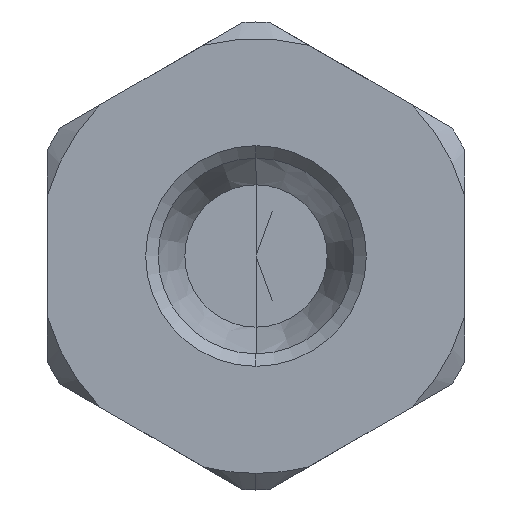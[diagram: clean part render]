
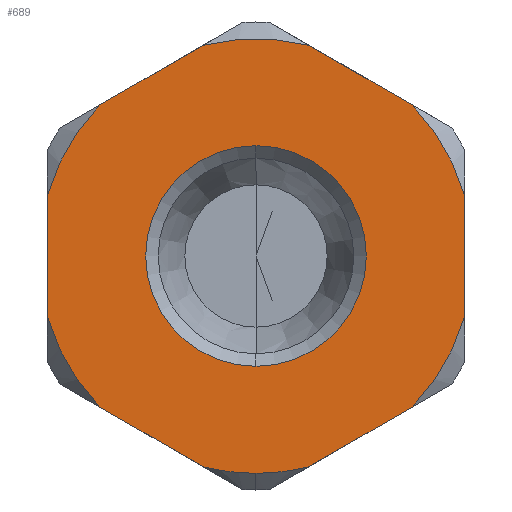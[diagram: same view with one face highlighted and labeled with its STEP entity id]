
A CAD part, left-side view. The second image highlights one B-rep face of the part: STEP entity #689.
In plain terms, the highlighted planar face has unit normal (-1, 0, 0).
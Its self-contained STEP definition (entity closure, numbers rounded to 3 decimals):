
#1 = VERTEX_POINT ( 'NONE', #1134 ) ;
#9 = DIRECTION ( 'NONE',  ( 0., 0., -1. ) ) ;
#36 = CIRCLE ( 'NONE', #1191, 13. ) ;
#37 = VERTEX_POINT ( 'NONE', #1269 ) ;
#38 = AXIS2_PLACEMENT_3D ( 'NONE', #1203, #1767, #1784 ) ;
#39 = DIRECTION ( 'NONE',  ( 0., 0., -1. ) ) ;
#49 = EDGE_CURVE ( 'NONE', #1662, #1481, #1214, .T. ) ;
#63 = EDGE_CURVE ( 'NONE', #1080, #236, #792, .T. ) ;
#80 = ORIENTED_EDGE ( 'NONE', *, *, #861, .T. ) ;
#93 = LINE ( 'NONE', #827, #884 ) ;
#104 = CARTESIAN_POINT ( 'NONE',  ( 7.398, 0., 0. ) ) ;
#117 = CARTESIAN_POINT ( 'NONE',  ( 7.398, 3.5, 16.455 ) ) ;
#128 = EDGE_CURVE ( 'NONE', #1, #177, #1337, .T. ) ;
#133 = DIRECTION ( 'NONE',  ( 1., 0., 0. ) ) ;
#173 = CIRCLE ( 'NONE', #300, 13. ) ;
#177 = VERTEX_POINT ( 'NONE', #1027 ) ;
#181 = CARTESIAN_POINT ( 'NONE',  ( 7.398, 0., -6.599 ) ) ;
#188 = CARTESIAN_POINT ( 'NONE',  ( 7.398, 13., 0. ) ) ;
#193 = PLANE ( 'NONE',  #327 ) ;
#236 = VERTEX_POINT ( 'NONE', #604 ) ;
#251 = ORIENTED_EDGE ( 'NONE', *, *, #1648, .F. ) ;
#252 = ORIENTED_EDGE ( 'NONE', *, *, #613, .F. ) ;
#262 = CARTESIAN_POINT ( 'NONE',  ( 7.398, -9.344, -9.039 ) ) ;
#287 = DIRECTION ( 'NONE',  ( 1., 0., 0. ) ) ;
#288 = CARTESIAN_POINT ( 'NONE',  ( 7.398, 0., 0. ) ) ;
#298 = EDGE_CURVE ( 'NONE', #1840, #236, #758, .T. ) ;
#300 = AXIS2_PLACEMENT_3D ( 'NONE', #431, #133, #712 ) ;
#301 = CARTESIAN_POINT ( 'NONE',  ( 7.398, 0., 0. ) ) ;
#314 = ORIENTED_EDGE ( 'NONE', *, *, #1117, .T. ) ;
#317 = ORIENTED_EDGE ( 'NONE', *, *, #1220, .T. ) ;
#318 = LINE ( 'NONE', #820, #468 ) ;
#327 = AXIS2_PLACEMENT_3D ( 'NONE', #188, #1594, #1732 ) ;
#354 = EDGE_LOOP ( 'NONE', ( #251, #639, #524, #915, #252, #317, #1175, #314, #757, #1404, #1003, #591, #80 ) ) ;
#376 = FACE_OUTER_BOUND ( 'NONE', #354, .T. ) ;
#419 = CIRCLE ( 'NONE', #1078, 13. ) ;
#431 = CARTESIAN_POINT ( 'NONE',  ( 7.398, 0., 0. ) ) ;
#456 = DIRECTION ( 'NONE',  ( 0., 0.866, -0.5 ) ) ;
#468 = VECTOR ( 'NONE', #1085, 1000. ) ;
#519 = EDGE_CURVE ( 'NONE', #1755, #1601, #318, .T. ) ;
#524 = ORIENTED_EDGE ( 'NONE', *, *, #1007, .F. ) ;
#540 = CARTESIAN_POINT ( 'NONE',  ( 7.398, 9.344, -9.039 ) ) ;
#562 = VERTEX_POINT ( 'NONE', #1563 ) ;
#565 = CARTESIAN_POINT ( 'NONE',  ( 7.398, 0., -13. ) ) ;
#568 = DIRECTION ( 'NONE',  ( 1., 0., 0. ) ) ;
#572 = AXIS2_PLACEMENT_3D ( 'NONE', #723, #287, #1443 ) ;
#575 = DIRECTION ( 'NONE',  ( 1., 0., 0. ) ) ;
#582 = CIRCLE ( 'NONE', #1848, 6.599 ) ;
#591 = ORIENTED_EDGE ( 'NONE', *, *, #1422, .F. ) ;
#604 = CARTESIAN_POINT ( 'NONE',  ( 7.398, 3.156, -12.612 ) ) ;
#613 = EDGE_CURVE ( 'NONE', #1730, #1481, #36, .T. ) ;
#620 = CARTESIAN_POINT ( 'NONE',  ( 7.398, 16., -5.196 ) ) ;
#639 = ORIENTED_EDGE ( 'NONE', *, *, #519, .T. ) ;
#643 = CIRCLE ( 'NONE', #784, 13. ) ;
#647 = FACE_BOUND ( 'NONE', #1092, .T. ) ;
#689 = ADVANCED_FACE ( 'NONE', ( #647, #376 ), #193, .T. ) ;
#692 = VECTOR ( 'NONE', #1107, 1000. ) ;
#705 = DIRECTION ( 'NONE',  ( 1., 0., 0. ) ) ;
#712 = DIRECTION ( 'NONE',  ( 0., 0., -1. ) ) ;
#723 = CARTESIAN_POINT ( 'NONE',  ( 7.398, 0., 0. ) ) ;
#725 = DIRECTION ( 'NONE',  ( 0., 0., -1. ) ) ;
#745 = CARTESIAN_POINT ( 'NONE',  ( 7.398, -3.156, 12.612 ) ) ;
#757 = ORIENTED_EDGE ( 'NONE', *, *, #1548, .F. ) ;
#758 = LINE ( 'NONE', #620, #1047 ) ;
#774 = VECTOR ( 'NONE', #456, 1000. ) ;
#784 = AXIS2_PLACEMENT_3D ( 'NONE', #848, #568, #834 ) ;
#792 = CIRCLE ( 'NONE', #1105, 13. ) ;
#804 = CARTESIAN_POINT ( 'NONE',  ( 7.398, 3.156, 12.612 ) ) ;
#805 = DIRECTION ( 'NONE',  ( 0., 0., -1. ) ) ;
#820 = CARTESIAN_POINT ( 'NONE',  ( 7.398, -12.5, 0. ) ) ;
#827 = CARTESIAN_POINT ( 'NONE',  ( 7.398, 3.5, -16.455 ) ) ;
#830 = DIRECTION ( 'NONE',  ( 1., 0., 0. ) ) ;
#834 = DIRECTION ( 'NONE',  ( 0., 0., -1. ) ) ;
#848 = CARTESIAN_POINT ( 'NONE',  ( 7.398, 0., 0. ) ) ;
#861 = EDGE_CURVE ( 'NONE', #37, #902, #93, .T. ) ;
#884 = VECTOR ( 'NONE', #1119, 1000. ) ;
#900 = CARTESIAN_POINT ( 'NONE',  ( 7.398, 12.5, -3.572 ) ) ;
#902 = VERTEX_POINT ( 'NONE', #262 ) ;
#915 = ORIENTED_EDGE ( 'NONE', *, *, #49, .T. ) ;
#929 = EDGE_CURVE ( 'NONE', #562, #1665, #582, .T. ) ;
#940 = CARTESIAN_POINT ( 'NONE',  ( 7.398, -12.5, -3.572 ) ) ;
#1003 = ORIENTED_EDGE ( 'NONE', *, *, #63, .F. ) ;
#1007 = EDGE_CURVE ( 'NONE', #1662, #1601, #173, .T. ) ;
#1014 = EDGE_CURVE ( 'NONE', #1665, #562, #1159, .T. ) ;
#1027 = CARTESIAN_POINT ( 'NONE',  ( 7.398, 9.344, 9.039 ) ) ;
#1047 = VECTOR ( 'NONE', #1633, 1000. ) ;
#1078 = AXIS2_PLACEMENT_3D ( 'NONE', #301, #1465, #39 ) ;
#1080 = VERTEX_POINT ( 'NONE', #565 ) ;
#1085 = DIRECTION ( 'NONE',  ( 0., 0., 1. ) ) ;
#1092 = EDGE_LOOP ( 'NONE', ( #1375, #1776 ) ) ;
#1105 = AXIS2_PLACEMENT_3D ( 'NONE', #1688, #830, #1123 ) ;
#1107 = DIRECTION ( 'NONE',  ( 0., 0.866, 0.5 ) ) ;
#1117 = EDGE_CURVE ( 'NONE', #1, #1645, #1617, .T. ) ;
#1119 = DIRECTION ( 'NONE',  ( 0., -0.866, 0.5 ) ) ;
#1123 = DIRECTION ( 'NONE',  ( 0., 0., -1. ) ) ;
#1134 = CARTESIAN_POINT ( 'NONE',  ( 7.398, 12.5, 3.572 ) ) ;
#1138 = CIRCLE ( 'NONE', #38, 13. ) ;
#1159 = CIRCLE ( 'NONE', #1266, 6.599 ) ;
#1175 = ORIENTED_EDGE ( 'NONE', *, *, #128, .F. ) ;
#1187 = CARTESIAN_POINT ( 'NONE',  ( 7.398, -12.5, 3.572 ) ) ;
#1191 = AXIS2_PLACEMENT_3D ( 'NONE', #1709, #705, #1696 ) ;
#1203 = CARTESIAN_POINT ( 'NONE',  ( 7.398, 0., 0. ) ) ;
#1210 = VECTOR ( 'NONE', #725, 1000. ) ;
#1214 = LINE ( 'NONE', #117, #692 ) ;
#1220 = EDGE_CURVE ( 'NONE', #1730, #177, #1229, .T. ) ;
#1229 = LINE ( 'NONE', #1303, #774 ) ;
#1266 = AXIS2_PLACEMENT_3D ( 'NONE', #288, #575, #9 ) ;
#1269 = CARTESIAN_POINT ( 'NONE',  ( 7.398, -3.156, -12.612 ) ) ;
#1303 = CARTESIAN_POINT ( 'NONE',  ( 7.398, 16., 5.196 ) ) ;
#1337 = CIRCLE ( 'NONE', #572, 13. ) ;
#1343 = CARTESIAN_POINT ( 'NONE',  ( 7.398, -9.344, 9.039 ) ) ;
#1375 = ORIENTED_EDGE ( 'NONE', *, *, #929, .T. ) ;
#1404 = ORIENTED_EDGE ( 'NONE', *, *, #298, .T. ) ;
#1422 = EDGE_CURVE ( 'NONE', #37, #1080, #643, .T. ) ;
#1443 = DIRECTION ( 'NONE',  ( 0., 0., -1. ) ) ;
#1465 = DIRECTION ( 'NONE',  ( 1., 0., 0. ) ) ;
#1481 = VERTEX_POINT ( 'NONE', #745 ) ;
#1540 = DIRECTION ( 'NONE',  ( 1., 0., 0. ) ) ;
#1548 = EDGE_CURVE ( 'NONE', #1840, #1645, #419, .T. ) ;
#1563 = CARTESIAN_POINT ( 'NONE',  ( 7.398, 0., 6.599 ) ) ;
#1591 = CARTESIAN_POINT ( 'NONE',  ( 7.398, 12.5, 0. ) ) ;
#1594 = DIRECTION ( 'NONE',  ( -1., 0., 0. ) ) ;
#1601 = VERTEX_POINT ( 'NONE', #1187 ) ;
#1617 = LINE ( 'NONE', #1591, #1210 ) ;
#1633 = DIRECTION ( 'NONE',  ( 0., -0.866, -0.5 ) ) ;
#1645 = VERTEX_POINT ( 'NONE', #900 ) ;
#1648 = EDGE_CURVE ( 'NONE', #1755, #902, #1138, .T. ) ;
#1662 = VERTEX_POINT ( 'NONE', #1343 ) ;
#1665 = VERTEX_POINT ( 'NONE', #181 ) ;
#1688 = CARTESIAN_POINT ( 'NONE',  ( 7.398, 0., 0. ) ) ;
#1696 = DIRECTION ( 'NONE',  ( 0., 0., -1. ) ) ;
#1709 = CARTESIAN_POINT ( 'NONE',  ( 7.398, 0., 0. ) ) ;
#1730 = VERTEX_POINT ( 'NONE', #804 ) ;
#1732 = DIRECTION ( 'NONE',  ( 0., 0., 1. ) ) ;
#1755 = VERTEX_POINT ( 'NONE', #940 ) ;
#1767 = DIRECTION ( 'NONE',  ( 1., 0., 0. ) ) ;
#1776 = ORIENTED_EDGE ( 'NONE', *, *, #1014, .T. ) ;
#1784 = DIRECTION ( 'NONE',  ( 0., 0., -1. ) ) ;
#1840 = VERTEX_POINT ( 'NONE', #540 ) ;
#1848 = AXIS2_PLACEMENT_3D ( 'NONE', #104, #1540, #805 ) ;
